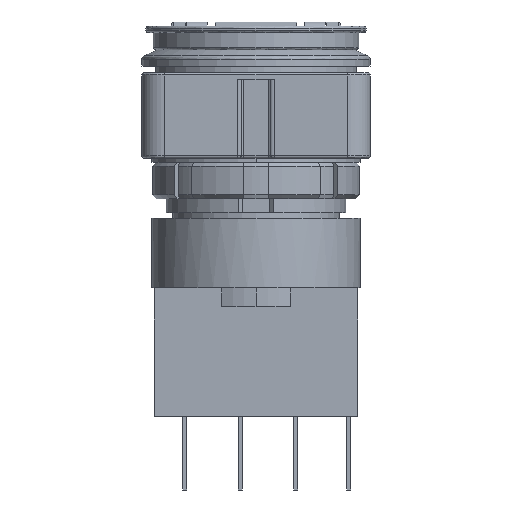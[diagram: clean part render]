
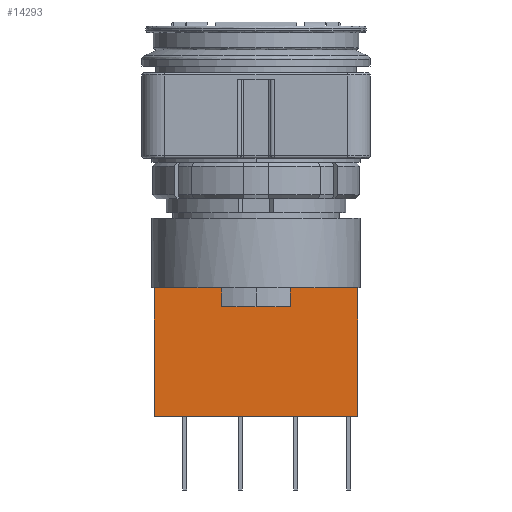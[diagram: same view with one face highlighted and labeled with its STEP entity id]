
A CAD part, front view. The second image highlights one B-rep face of the part: STEP entity #14293.
In plain terms, the highlighted planar face has unit normal (0, -1, 0).
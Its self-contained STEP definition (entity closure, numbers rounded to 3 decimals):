
#60 = EDGE_CURVE ( 'NONE', #11730, #3627, #13660, .T. ) ;
#309 = CARTESIAN_POINT ( 'NONE',  ( 10.636, -9.3, -1.2 ) ) ;
#519 = EDGE_CURVE ( 'NONE', #5769, #11730, #2200, .T. ) ;
#571 = VERTEX_POINT ( 'NONE', #7863 ) ;
#1790 = CARTESIAN_POINT ( 'NONE',  ( -4.189, -9.3, -9.1 ) ) ;
#2200 = LINE ( 'NONE', #14834, #16688 ) ;
#2617 = EDGE_CURVE ( 'NONE', #16374, #12100, #4329, .T. ) ;
#2776 = CARTESIAN_POINT ( 'NONE',  ( 0., -9.3, -3.5 ) ) ;
#2843 = ORIENTED_EDGE ( 'NONE', *, *, #60, .T. ) ;
#2902 = ORIENTED_EDGE ( 'NONE', *, *, #18794, .T. ) ;
#3010 = LINE ( 'NONE', #10213, #14216 ) ;
#3627 = VERTEX_POINT ( 'NONE', #14432 ) ;
#4006 = CARTESIAN_POINT ( 'NONE',  ( 0., -9.3, -17. ) ) ;
#4176 = CARTESIAN_POINT ( 'NONE',  ( 4.189, -9.3, -1.2 ) ) ;
#4329 = LINE ( 'NONE', #11532, #8815 ) ;
#4674 = DIRECTION ( 'NONE',  ( 0., 0., -1. ) ) ;
#4683 = CARTESIAN_POINT ( 'NONE',  ( 12.5, -9.3, -17. ) ) ;
#4695 = ORIENTED_EDGE ( 'NONE', *, *, #2617, .T. ) ;
#4859 = VECTOR ( 'NONE', #9983, 1000. ) ;
#5006 = LINE ( 'NONE', #12219, #12851 ) ;
#5769 = VERTEX_POINT ( 'NONE', #12521 ) ;
#5816 = EDGE_CURVE ( 'NONE', #22637, #3627, #20183, .T. ) ;
#7490 = DIRECTION ( 'NONE',  ( -1., 0., 0. ) ) ;
#7666 = ORIENTED_EDGE ( 'NONE', *, *, #19735, .T. ) ;
#7863 = CARTESIAN_POINT ( 'NONE',  ( 12.5, -9.3, -1.2 ) ) ;
#8100 = ORIENTED_EDGE ( 'NONE', *, *, #22594, .F. ) ;
#8126 = LINE ( 'NONE', #15335, #13246 ) ;
#8815 = VECTOR ( 'NONE', #18737, 1000. ) ;
#8989 = DIRECTION ( 'NONE',  ( 0., 0., -1. ) ) ;
#9182 = CARTESIAN_POINT ( 'NONE',  ( -4.189, -9.3, -3.5 ) ) ;
#9983 = DIRECTION ( 'NONE',  ( 1., 0., 0. ) ) ;
#9991 = EDGE_CURVE ( 'NONE', #571, #22637, #5006, .T. ) ;
#10213 = CARTESIAN_POINT ( 'NONE',  ( 0., -9.3, -1.2 ) ) ;
#10841 = EDGE_CURVE ( 'NONE', #14155, #16583, #18953, .T. ) ;
#11085 = ORIENTED_EDGE ( 'NONE', *, *, #10841, .F. ) ;
#11216 = DIRECTION ( 'NONE',  ( -1., 0., 0. ) ) ;
#11355 = VERTEX_POINT ( 'NONE', #16907 ) ;
#11532 = CARTESIAN_POINT ( 'NONE',  ( 0., -9.3, -1.2 ) ) ;
#11730 = VERTEX_POINT ( 'NONE', #17077 ) ;
#11891 = DIRECTION ( 'NONE',  ( 0., 1., 0. ) ) ;
#12100 = VERTEX_POINT ( 'NONE', #4176 ) ;
#12219 = CARTESIAN_POINT ( 'NONE',  ( 12.5, -9.3, -9.1 ) ) ;
#12509 = ORIENTED_EDGE ( 'NONE', *, *, #13000, .F. ) ;
#12521 = CARTESIAN_POINT ( 'NONE',  ( -8.795, -9.3, -1.2 ) ) ;
#12851 = VECTOR ( 'NONE', #19425, 1000. ) ;
#13000 = EDGE_CURVE ( 'NONE', #16583, #12100, #8126, .T. ) ;
#13246 = VECTOR ( 'NONE', #22525, 1000. ) ;
#13660 = LINE ( 'NONE', #20851, #15829 ) ;
#13666 = FACE_OUTER_BOUND ( 'NONE', #17070, .T. ) ;
#14155 = VERTEX_POINT ( 'NONE', #9182 ) ;
#14216 = VECTOR ( 'NONE', #17416, 1000. ) ;
#14293 = ADVANCED_FACE ( 'NONE', ( #13666 ), #20857, .F. ) ;
#14432 = CARTESIAN_POINT ( 'NONE',  ( -12.5, -9.3, -17. ) ) ;
#14834 = CARTESIAN_POINT ( 'NONE',  ( -10.636, -9.3, -1.2 ) ) ;
#15335 = CARTESIAN_POINT ( 'NONE',  ( 4.189, -9.3, -9.1 ) ) ;
#15829 = VECTOR ( 'NONE', #4674, 1000. ) ;
#16317 = CARTESIAN_POINT ( 'NONE',  ( 12.5, -9.3, -17. ) ) ;
#16374 = VERTEX_POINT ( 'NONE', #20963 ) ;
#16420 = ORIENTED_EDGE ( 'NONE', *, *, #519, .T. ) ;
#16474 = LINE ( 'NONE', #309, #23225 ) ;
#16583 = VERTEX_POINT ( 'NONE', #16697 ) ;
#16688 = VECTOR ( 'NONE', #22022, 1000. ) ;
#16697 = CARTESIAN_POINT ( 'NONE',  ( 4.189, -9.3, -3.5 ) ) ;
#16907 = CARTESIAN_POINT ( 'NONE',  ( -4.189, -9.3, -1.2 ) ) ;
#17023 = ORIENTED_EDGE ( 'NONE', *, *, #5816, .F. ) ;
#17070 = EDGE_LOOP ( 'NONE', ( #7666, #16420, #2843, #17023, #21082, #2902, #4695, #12509, #11085, #8100 ) ) ;
#17077 = CARTESIAN_POINT ( 'NONE',  ( -12.5, -9.3, -1.2 ) ) ;
#17416 = DIRECTION ( 'NONE',  ( -1., 0., 0. ) ) ;
#17968 = LINE ( 'NONE', #1790, #19358 ) ;
#18737 = DIRECTION ( 'NONE',  ( -1., 0., 0. ) ) ;
#18794 = EDGE_CURVE ( 'NONE', #571, #16374, #16474, .T. ) ;
#18953 = LINE ( 'NONE', #2776, #4859 ) ;
#19095 = DIRECTION ( 'NONE',  ( -1., 0., 0. ) ) ;
#19358 = VECTOR ( 'NONE', #8989, 1000. ) ;
#19425 = DIRECTION ( 'NONE',  ( 0., 0., -1. ) ) ;
#19735 = EDGE_CURVE ( 'NONE', #11355, #5769, #3010, .T. ) ;
#20183 = LINE ( 'NONE', #4006, #22537 ) ;
#20851 = CARTESIAN_POINT ( 'NONE',  ( -12.5, -9.3, -9.1 ) ) ;
#20857 = PLANE ( 'NONE',  #21951 ) ;
#20963 = CARTESIAN_POINT ( 'NONE',  ( 8.795, -9.3, -1.2 ) ) ;
#21082 = ORIENTED_EDGE ( 'NONE', *, *, #9991, .F. ) ;
#21951 = AXIS2_PLACEMENT_3D ( 'NONE', #4683, #11891, #19095 ) ;
#22022 = DIRECTION ( 'NONE',  ( -1., 0., 0. ) ) ;
#22525 = DIRECTION ( 'NONE',  ( 0., 0., 1. ) ) ;
#22537 = VECTOR ( 'NONE', #11216, 1000. ) ;
#22594 = EDGE_CURVE ( 'NONE', #11355, #14155, #17968, .T. ) ;
#22637 = VERTEX_POINT ( 'NONE', #16317 ) ;
#23225 = VECTOR ( 'NONE', #7490, 1000. ) ;
